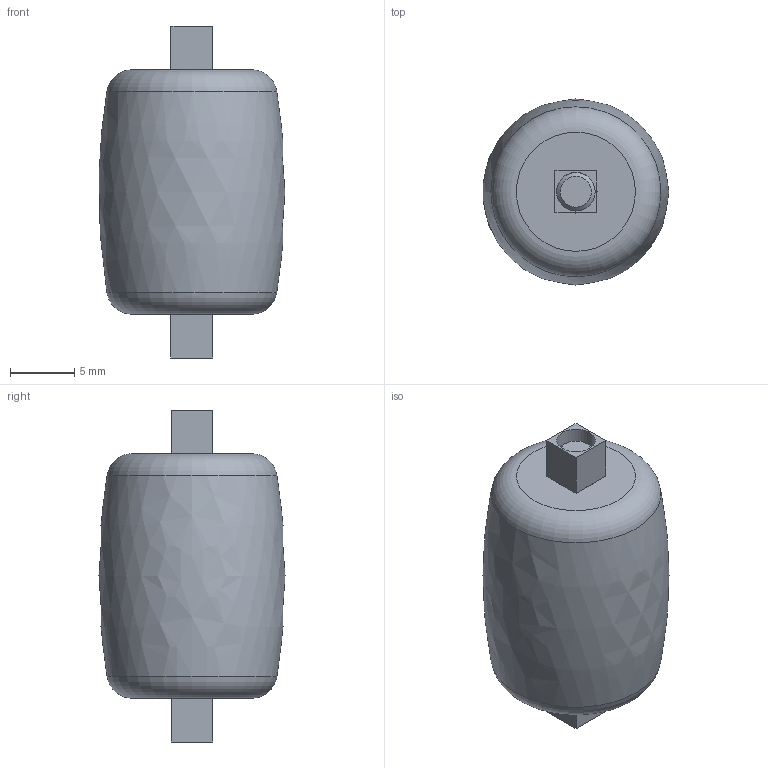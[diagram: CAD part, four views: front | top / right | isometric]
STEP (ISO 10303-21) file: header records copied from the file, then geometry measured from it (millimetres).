
FILE_DESCRIPTION(/* description */ (''),/* implementation_level */ '2;1');
FILE_NAME(/* name */ 'Tetrix_731132_Roller.iam.stp',/* time_stamp */ '2014-12-18T17:48:55-08:00',/* author */ ('Autodesk Inc.'),/* organization */ ('Autodesk Inc.'),/* preprocessor_version */ 'ST-DEVELOPER v15.6',/* originating_system */ 'Autodesk Inventor 2015',/* authorisation */ '');
FILE_SCHEMA (('AUTOMOTIVE_DESIGN { 1 0 10303 214 3 1 1 }'));
Length unit declared in the file: millimetre
Products named in the file (4): Tetrix_731132_Roller_Axle; Tetrix_731132_Sub_Roller; TETRIX_731132_BEARING; Tetrix_731132_Roller
Assembly tree (4 placements, depth 2):
  Tetrix_731132_Roller
    Tetrix_731132_Roller_Axle
    Tetrix_731132_Sub_Roller
    TETRIX_731132_BEARING  x2
Bounding box: 14.44 x 14.46 x 25.8 mm (x, y, z)
Volume: 2851 mm3; surface area: 1616.7 mm2
Topology: 4 solids, 4 shells, 25 faces, 51 edges, 34 vertices
Faces by surface type: plane 16, cylinder 4, cone 2, torus 2, bspline 1
Full cylindrical faces by diameter (mm): 3 x3, 3.3 x1
Entity records: 565 total; most frequent: CARTESIAN_POINT 103, DIRECTION 90, ORIENTED_EDGE 54, AXIS2_PLACEMENT_3D 39, EDGE_LOOP 29, EDGE_CURVE 27, VERTEX_POINT 22, FACE_OUTER_BOUND 18
